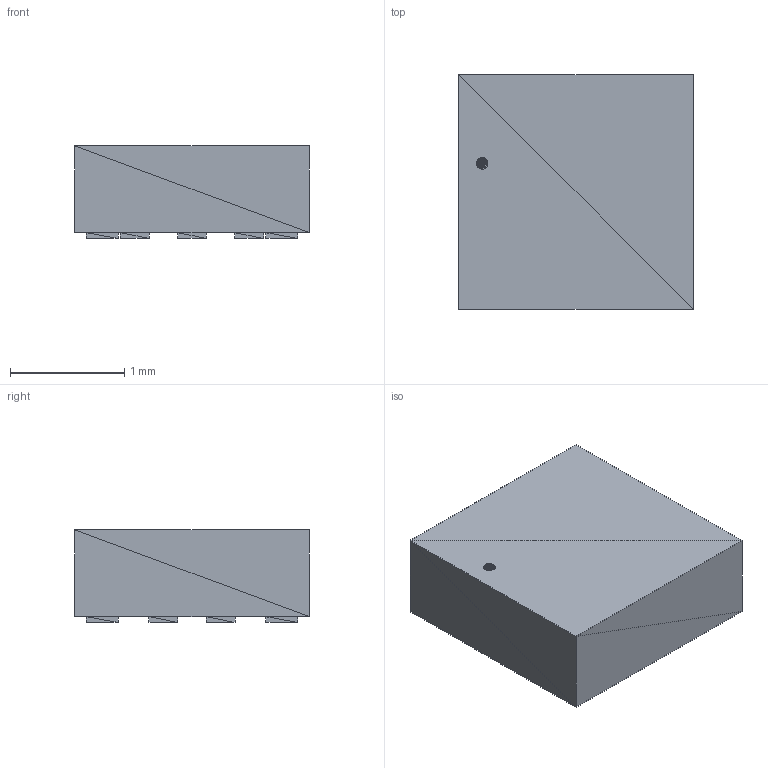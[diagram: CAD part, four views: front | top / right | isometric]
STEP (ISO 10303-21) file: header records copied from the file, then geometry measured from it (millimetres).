
FILE_DESCRIPTION((''),'2;1');
FILE_NAME('BMP390', '2025-07-24T02:55:18', (''), (''), 'ImageToStl.com STEP Converter','', '');
FILE_SCHEMA(('AUTOMOTIVE_DESIGN_CC2'));
Length unit declared in the file: metre
Products named in the file (1): product0
Bounding box: 2.06 x 2.06 x 0.81 mm (x, y, z)
Surface area: 16.7 mm2 (no closed solid volume)
Topology: 0 solids, 272 shells, 272 faces, 816 edges, 160 vertices
Faces by surface type: plane 272
Entity records: 6332 total; most frequent: DIRECTION 1362, ORIENTED_EDGE 816, EDGE_CURVE 816, LINE 816, VECTOR 816, AXIS2_PLACEMENT_3D 273, FACE_SURFACE 272, PLANE 272
